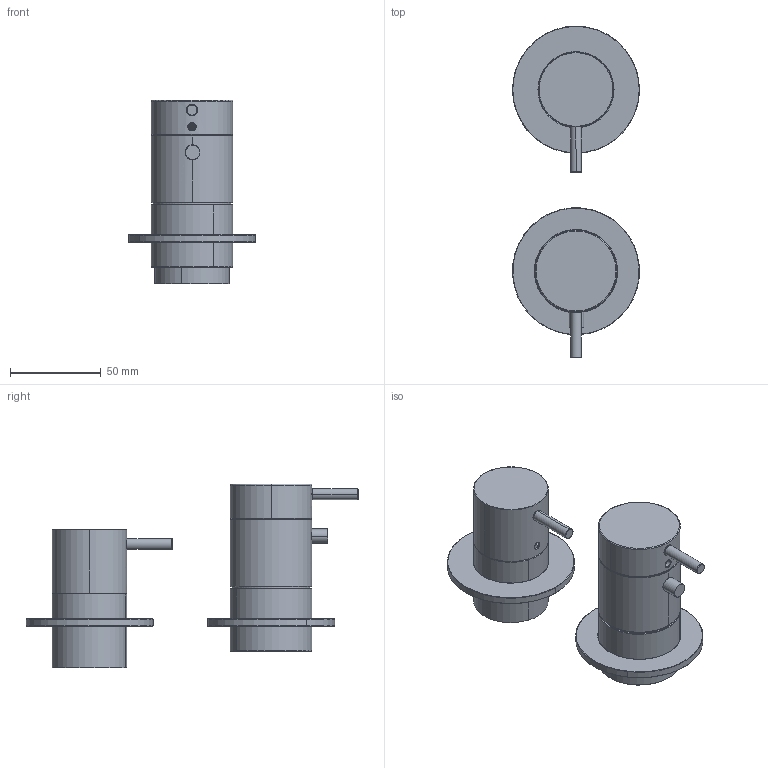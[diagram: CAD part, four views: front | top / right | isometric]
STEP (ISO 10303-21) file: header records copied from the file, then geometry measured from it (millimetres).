
FILE_DESCRIPTION (( 'STEP AP214' ), '1' );
FILE_NAME ('TMH.0003.STEP', '2022-11-22T08:58:19', ( 'Solid' ), ( '' ), 'SwSTEP 2.0', 'SolidWorks 2019', '' );
FILE_SCHEMA (( 'AUTOMOTIVE_DESIGN' ));
Length unit declared in the file: millimetre
Products named in the file (12): MCTPROJ-0200-POMULO_MANIPULO_TERMOSTATICO; ESPELHO_Ø70MM FURO Ø45; ESPELHO Ø70X4MM FURO 41; MCTPROJ-0200-MANIPULO_Ø45x21,5MM; MCTPROJ-0200-POMULO_Ø6; MANIPULO Ø41x35MM ESTRIADO; TMH.0003; MCTPROJ-0198-CASQUILHO Ø45xØ43,2x34,5MM; MCTPROJ-0200-MANIPULO_TERMOSTATICO; pe蓷 cartucho; CAMPANULA P MANIPULO Ø41; MCTPROJ-0200-ANILHA_TECAFORM
Assembly tree (12 placements, depth 2):
  TMH.0003
    MCTPROJ-0198-CASQUILHO Ø45xØ43,2x34,5MM
    MCTPROJ-0200-ANILHA_TECAFORM
    MCTPROJ-0200-MANIPULO_Ø45x21,5MM
    MCTPROJ-0200-MANIPULO_TERMOSTATICO
    MCTPROJ-0200-POMULO_MANIPULO_TERMOSTATICO
    MCTPROJ-0200-POMULO_Ø6  x2
    pe蓷 cartucho
    ESPELHO_Ø70MM FURO Ø45
    MANIPULO Ø41x35MM ESTRIADO
    CAMPANULA P MANIPULO Ø41
    ESPELHO Ø70X4MM FURO 41
Bounding box: 70 x 182.84 x 101.2 mm (x, y, z)
Volume: 107664.3 mm3; surface area: 77568.2 mm2
Topology: 12 solids, 12 shells, 906 faces, 2395 edges, 1532 vertices
Faces by surface type: plane 637, cylinder 133, cone 94, torus 40, bspline 2
Entity records: 29198 total; most frequent: CARTESIAN_POINT 6376, ORIENTED_EDGE 4714, DIRECTION 4549, EDGE_CURVE 2357, VECTOR 1523, LINE 1523, AXIS2_PLACEMENT_3D 1513, VERTEX_POINT 1512
